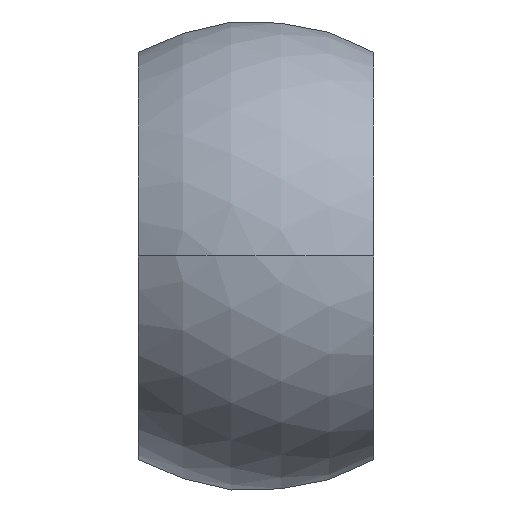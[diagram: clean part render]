
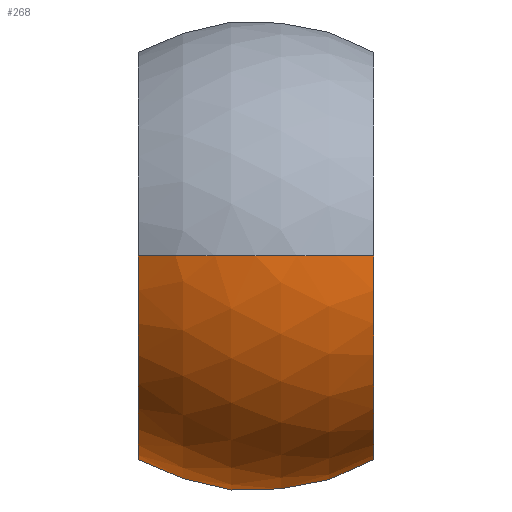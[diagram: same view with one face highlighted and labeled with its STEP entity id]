
A CAD part, left-side view. The second image highlights one B-rep face of the part: STEP entity #268.
In plain terms, the highlighted spherical face has radius 9 mm.
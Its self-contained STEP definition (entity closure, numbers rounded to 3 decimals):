
#132=EDGE_CURVE('',#190,#228,#332,.T.);
#166=EDGE_CURVE('',#190,#176,#367,.T.);
#176=VERTEX_POINT('',#377);
#190=VERTEX_POINT('',#393);
#204=EDGE_CURVE('',#176,#236,#411,.T.);
#228=VERTEX_POINT('',#436);
#236=VERTEX_POINT('',#445);
#238=EDGE_CURVE('',#228,#236,#447,.T.);
#268=ADVANCED_FACE('',(#484),#485,.T.);
#332=CIRCLE('',#551,7.794);
#367=CIRCLE('',#599,9.);
#377=CARTESIAN_POINT('',(-7.794,-4.5,0.));
#393=CARTESIAN_POINT('',(-7.794,4.5,0.));
#411=CIRCLE('',#697,7.794);
#436=CARTESIAN_POINT('',(7.094,4.5,-3.229));
#445=CARTESIAN_POINT('',(7.094,-4.5,-3.229));
#447=CIRCLE('',#762,5.538);
#484=FACE_OUTER_BOUND('',#830,.T.);
#485=SPHERICAL_SURFACE('',#831,9.);
#551=AXIS2_PLACEMENT_3D('',#893,#894,#895);
#599=AXIS2_PLACEMENT_3D('',#927,#928,#929);
#697=AXIS2_PLACEMENT_3D('',#983,#984,#985);
#762=AXIS2_PLACEMENT_3D('',#1014,#1015,#1016);
#830=EDGE_LOOP('',(#1075,#1076,#1077,#1078));
#831=AXIS2_PLACEMENT_3D('',#1079,#1080,#1081);
#893=CARTESIAN_POINT('',(0.,4.5,0.));
#894=DIRECTION('',(0.0,-1.0,0.0));
#895=DIRECTION('',(1.0,0.0,0.));
#927=CARTESIAN_POINT('',(0.,0.,0.));
#928=DIRECTION('',(0.,-0.0,1.0));
#929=DIRECTION('',(0.0,1.0,0.0));
#983=CARTESIAN_POINT('',(0.,-4.5,0.));
#984=DIRECTION('',(0.0,-1.0,0.0));
#985=DIRECTION('',(1.0,0.0,0.));
#1014=CARTESIAN_POINT('',(7.094,0.,0.));
#1015=DIRECTION('',(-1.0,0.,0.));
#1016=DIRECTION('',(0.,0.0,-1.0));
#1075=ORIENTED_EDGE('',*,*,#166,.F.);
#1076=ORIENTED_EDGE('',*,*,#132,.T.);
#1077=ORIENTED_EDGE('',*,*,#238,.T.);
#1078=ORIENTED_EDGE('',*,*,#204,.F.);
#1079=CARTESIAN_POINT('',(0.,0.,0.));
#1080=DIRECTION('',(0.0,-1.0,0.0));
#1081=DIRECTION('',(-1.0,0.0,0.));
